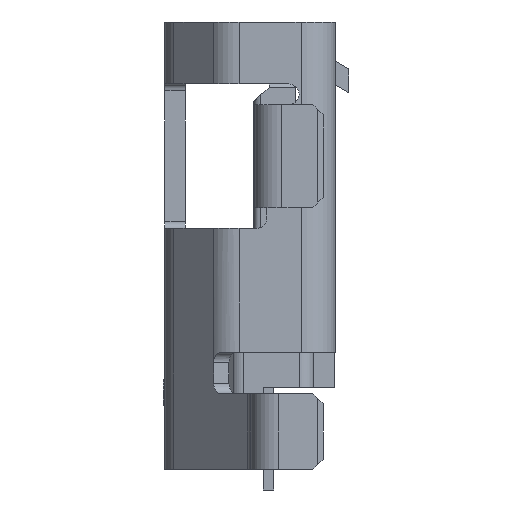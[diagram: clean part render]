
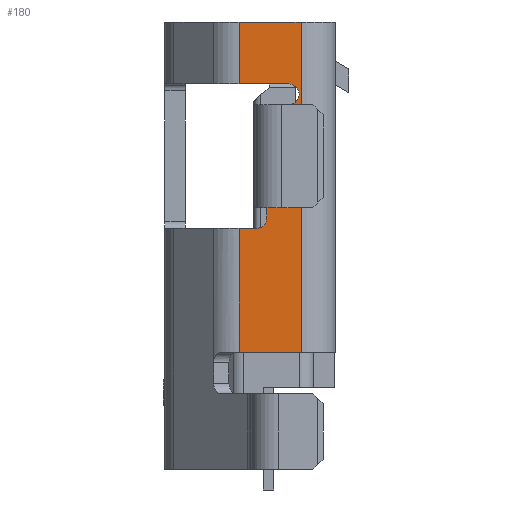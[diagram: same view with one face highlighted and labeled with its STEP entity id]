
A CAD part, left-side view. The second image highlights one B-rep face of the part: STEP entity #180.
In plain terms, the highlighted planar face has unit normal (-1, 0, 0).
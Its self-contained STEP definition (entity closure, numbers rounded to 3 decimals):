
#180=ADVANCED_FACE('',(#820),#821,.T.);
#820=FACE_OUTER_BOUND('',#1817,.T.);
#821=PLANE('',#1818);
#1817=EDGE_LOOP('',(#3914,#3915,#3916,#3917,#3918,#3919,#3920,#3921,#3922,#3923,#3924,#3925,#3926,#3927,#3928,#3929,#3930,#3931));
#1818=AXIS2_PLACEMENT_3D('',#3932,#3933,#3934);
#3914=ORIENTED_EDGE('',*,*,#7408,.F.);
#3915=ORIENTED_EDGE('',*,*,#7409,.F.);
#3916=ORIENTED_EDGE('',*,*,#7410,.F.);
#3917=ORIENTED_EDGE('',*,*,#7411,.T.);
#3918=ORIENTED_EDGE('',*,*,#6799,.T.);
#3919=ORIENTED_EDGE('',*,*,#7412,.F.);
#3920=ORIENTED_EDGE('',*,*,#7413,.F.);
#3921=ORIENTED_EDGE('',*,*,#7414,.F.);
#3922=ORIENTED_EDGE('',*,*,#7415,.F.);
#3923=ORIENTED_EDGE('',*,*,#7416,.F.);
#3924=ORIENTED_EDGE('',*,*,#7417,.T.);
#3925=ORIENTED_EDGE('',*,*,#6853,.T.);
#3926=ORIENTED_EDGE('',*,*,#7407,.F.);
#3927=ORIENTED_EDGE('',*,*,#6829,.F.);
#3928=ORIENTED_EDGE('',*,*,#7418,.T.);
#3929=ORIENTED_EDGE('',*,*,#7419,.T.);
#3930=ORIENTED_EDGE('',*,*,#7420,.F.);
#3931=ORIENTED_EDGE('',*,*,#6804,.F.);
#3932=CARTESIAN_POINT('',(-3.76,0.16,0.0));
#3933=DIRECTION('',(-1.0,0.0,0.0));
#3934=DIRECTION('',(0.0,0.0,1.0));
#6799=EDGE_CURVE('',#8201,#8199,#8202,.T.);
#6804=EDGE_CURVE('',#8209,#8205,#8211,.T.);
#6829=EDGE_CURVE('',#8259,#8261,#8262,.T.);
#6853=EDGE_CURVE('',#8308,#8306,#8309,.T.);
#7407=EDGE_CURVE('',#8261,#8306,#9278,.T.);
#7408=EDGE_CURVE('',#9279,#8209,#9280,.T.);
#7409=EDGE_CURVE('',#9281,#9279,#9282,.T.);
#7410=EDGE_CURVE('',#9283,#9281,#9284,.T.);
#7411=EDGE_CURVE('',#9283,#8201,#9285,.T.);
#7412=EDGE_CURVE('',#9286,#8199,#9287,.T.);
#7413=EDGE_CURVE('',#9288,#9286,#9289,.T.);
#7414=EDGE_CURVE('',#9290,#9288,#9291,.T.);
#7415=EDGE_CURVE('',#9292,#9290,#9293,.T.);
#7416=EDGE_CURVE('',#9294,#9292,#9295,.T.);
#7417=EDGE_CURVE('',#9294,#8308,#9296,.T.);
#7418=EDGE_CURVE('',#8259,#9297,#9298,.T.);
#7419=EDGE_CURVE('',#9297,#9299,#9300,.T.);
#7420=EDGE_CURVE('',#8205,#9299,#9301,.T.);
#8199=VERTEX_POINT('',#10506);
#8201=VERTEX_POINT('',#10509);
#8202=CIRCLE('',#10510,0.15);
#8205=VERTEX_POINT('',#10528);
#8209=VERTEX_POINT('',#10533);
#8211=CIRCLE('',#10536,0.15);
#8259=VERTEX_POINT('',#10596);
#8261=VERTEX_POINT('',#10598);
#8262=LINE('',#10599,#10600);
#8306=VERTEX_POINT('',#10656);
#8308=VERTEX_POINT('',#10658);
#8309=LINE('',#10659,#10660);
#9278=LINE('',#12131,#12132);
#9279=VERTEX_POINT('',#12133);
#9280=LINE('',#12134,#12135);
#9281=VERTEX_POINT('',#12136);
#9282=LINE('',#12137,#12138);
#9283=VERTEX_POINT('',#12139);
#9284=LINE('',#12140,#12141);
#9285=B_SPLINE_CURVE_WITH_KNOTS('',3,(#12142,#12143,#12144,#12145,#12146,#12147,#12148,#12149,#12150,#12151,#12152,#12153,#12154,#12155,#12156,#12157,#12158,#12159,#12160,#12161),.UNSPECIFIED.,.F.,.F.,(4,1,1,1,1,1,1,1,1,1,1,1,1,1,1,1,1,4),(0.0,0.059,0.118,0.176,0.235,0.294,0.353,0.412,0.471,0.529,0.588,0.647,0.706,0.765,0.824,0.882,0.941,1.0),.UNSPECIFIED.);
#9286=VERTEX_POINT('',#12162);
#9287=LINE('',#12163,#12164);
#9288=VERTEX_POINT('',#12165);
#9289=CIRCLE('',#12166,0.15);
#9290=VERTEX_POINT('',#12167);
#9291=LINE('',#12168,#12169);
#9292=VERTEX_POINT('',#12170);
#9293=CIRCLE('',#12171,0.15);
#9294=VERTEX_POINT('',#12172);
#9295=LINE('',#12173,#12174);
#9296=LINE('',#12175,#12176);
#9297=VERTEX_POINT('',#12177);
#9298=LINE('',#12178,#12179);
#9299=VERTEX_POINT('',#12180);
#9300=LINE('',#12181,#12182);
#9301=CIRCLE('',#12183,0.15);
#10506=CARTESIAN_POINT('',(-3.76,-0.56,-2.5));
#10509=CARTESIAN_POINT('',(-3.76,-0.709,-2.368));
#10510=AXIS2_PLACEMENT_3D('',#14154,#14155,#14156);
#10528=CARTESIAN_POINT('',(-3.76,-0.71,-1.05));
#10533=CARTESIAN_POINT('',(-3.76,-0.56,-1.2));
#10536=AXIS2_PLACEMENT_3D('',#14162,#14163,#14164);
#10596=CARTESIAN_POINT('',(-3.76,0.16,0.0));
#10598=CARTESIAN_POINT('',(-3.76,-0.74,0.0));
#10599=CARTESIAN_POINT('',(-3.76,0.16,0.0));
#10600=VECTOR('',#14213,0.9);
#10656=CARTESIAN_POINT('',(-3.76,-0.74,-4.8));
#10658=CARTESIAN_POINT('',(-3.76,0.16,-4.8));
#10659=CARTESIAN_POINT('',(-3.76,0.16,-4.8));
#10660=VECTOR('',#14259,0.9);
#12131=CARTESIAN_POINT('',(-3.76,-0.74,0.0));
#12132=VECTOR('',#15027,4.8);
#12133=CARTESIAN_POINT('',(-3.76,-0.46,-1.2));
#12134=CARTESIAN_POINT('',(-3.76,-0.46,-1.2));
#12135=VECTOR('',#15028,0.1);
#12136=CARTESIAN_POINT('',(-3.76,-0.46,-2.221));
#12137=CARTESIAN_POINT('',(-3.76,-0.46,-2.221));
#12138=VECTOR('',#15029,1.021);
#12139=CARTESIAN_POINT('',(-3.76,-0.56,-2.221));
#12140=CARTESIAN_POINT('',(-3.76,-0.56,-2.221));
#12141=VECTOR('',#15030,0.1);
#12142=CARTESIAN_POINT('',(-3.76,-0.56,-2.221));
#12143=CARTESIAN_POINT('',(-3.76,-0.564,-2.221));
#12144=CARTESIAN_POINT('',(-3.76,-0.573,-2.222));
#12145=CARTESIAN_POINT('',(-3.76,-0.585,-2.223));
#12146=CARTESIAN_POINT('',(-3.76,-0.597,-2.226));
#12147=CARTESIAN_POINT('',(-3.76,-0.609,-2.23));
#12148=CARTESIAN_POINT('',(-3.76,-0.621,-2.235));
#12149=CARTESIAN_POINT('',(-3.76,-0.632,-2.241));
#12150=CARTESIAN_POINT('',(-3.76,-0.643,-2.248));
#12151=CARTESIAN_POINT('',(-3.76,-0.653,-2.256));
#12152=CARTESIAN_POINT('',(-3.76,-0.663,-2.265));
#12153=CARTESIAN_POINT('',(-3.76,-0.672,-2.275));
#12154=CARTESIAN_POINT('',(-3.76,-0.68,-2.286));
#12155=CARTESIAN_POINT('',(-3.76,-0.687,-2.298));
#12156=CARTESIAN_POINT('',(-3.76,-0.694,-2.31));
#12157=CARTESIAN_POINT('',(-3.76,-0.699,-2.324));
#12158=CARTESIAN_POINT('',(-3.76,-0.704,-2.338));
#12159=CARTESIAN_POINT('',(-3.76,-0.707,-2.353));
#12160=CARTESIAN_POINT('',(-3.76,-0.708,-2.363));
#12161=CARTESIAN_POINT('',(-3.76,-0.709,-2.368));
#12162=CARTESIAN_POINT('',(-3.76,-0.39,-2.5));
#12163=CARTESIAN_POINT('',(-3.76,-0.39,-2.5));
#12164=VECTOR('',#15031,0.17);
#12165=CARTESIAN_POINT('',(-3.76,-0.24,-2.65));
#12166=AXIS2_PLACEMENT_3D('',#15032,#15033,#15034);
#12167=CARTESIAN_POINT('',(-3.76,-0.24,-2.85));
#12168=CARTESIAN_POINT('',(-3.76,-0.24,-2.85));
#12169=VECTOR('',#15035,0.2);
#12170=CARTESIAN_POINT('',(-3.76,-0.09,-3.0));
#12171=AXIS2_PLACEMENT_3D('',#15036,#15037,#15038);
#12172=CARTESIAN_POINT('',(-3.76,0.16,-3.0));
#12173=CARTESIAN_POINT('',(-3.76,0.16,-3.0));
#12174=VECTOR('',#15039,0.25);
#12175=CARTESIAN_POINT('',(-3.76,0.16,-3.0));
#12176=VECTOR('',#15040,1.8);
#12177=CARTESIAN_POINT('',(-3.76,0.16,-0.9));
#12178=CARTESIAN_POINT('',(-3.76,0.16,0.0));
#12179=VECTOR('',#15041,0.9);
#12180=CARTESIAN_POINT('',(-3.76,-0.56,-0.9));
#12181=CARTESIAN_POINT('',(-3.76,0.16,-0.9));
#12182=VECTOR('',#15042,0.72);
#12183=AXIS2_PLACEMENT_3D('',#15043,#15044,#15045);
#14154=CARTESIAN_POINT('',(-3.76,-0.56,-2.35));
#14155=DIRECTION('',(1.0,0.0,0.0));
#14156=DIRECTION('',(0.0,-0.993,-0.12));
#14162=CARTESIAN_POINT('',(-3.76,-0.56,-1.05));
#14163=DIRECTION('',(-1.0,0.0,0.0));
#14164=DIRECTION('',(0.0,0.0,-1.0));
#14213=DIRECTION('',(0.0,-1.0,0.0));
#14259=DIRECTION('',(0.0,-1.0,0.0));
#15027=DIRECTION('',(0.0,0.0,-1.0));
#15028=DIRECTION('',(0.0,-1.0,0.0));
#15029=DIRECTION('',(0.0,0.0,1.0));
#15030=DIRECTION('',(0.0,1.0,0.0));
#15031=DIRECTION('',(0.0,-1.0,0.0));
#15032=CARTESIAN_POINT('',(-3.76,-0.39,-2.65));
#15033=DIRECTION('',(1.0,0.0,0.0));
#15034=DIRECTION('',(0.0,1.0,0.0));
#15035=DIRECTION('',(0.0,0.0,1.0));
#15036=CARTESIAN_POINT('',(-3.76,-0.09,-2.85));
#15037=DIRECTION('',(-1.0,0.0,0.0));
#15038=DIRECTION('',(0.0,0.0,-1.0));
#15039=DIRECTION('',(0.0,-1.0,0.0));
#15040=DIRECTION('',(0.0,0.0,-1.0));
#15041=DIRECTION('',(0.0,0.0,-1.0));
#15042=DIRECTION('',(0.0,-1.0,0.0));
#15043=CARTESIAN_POINT('',(-3.76,-0.56,-1.05));
#15044=DIRECTION('',(-1.0,0.0,0.0));
#15045=DIRECTION('',(0.0,0.0,-1.0));
